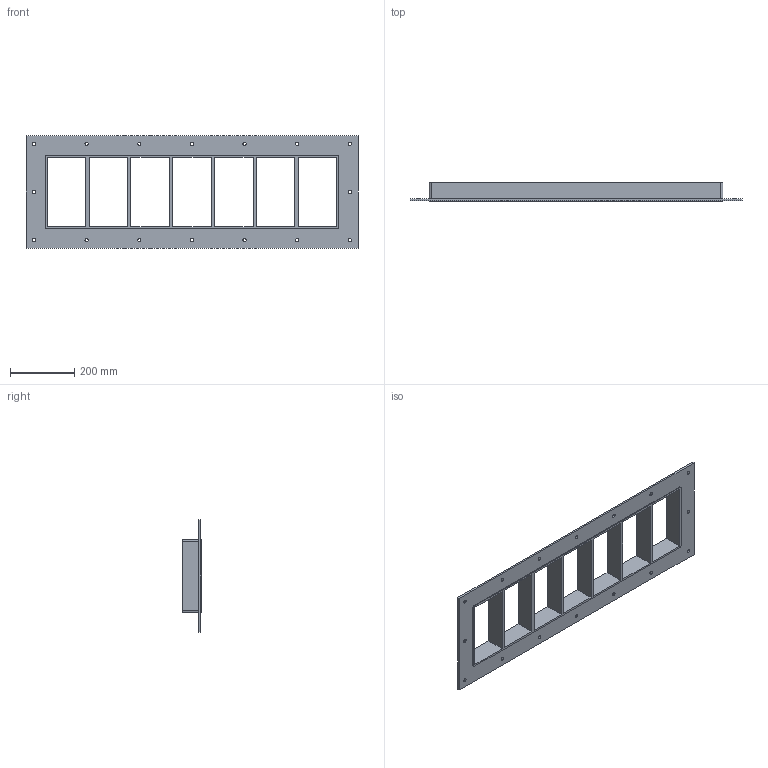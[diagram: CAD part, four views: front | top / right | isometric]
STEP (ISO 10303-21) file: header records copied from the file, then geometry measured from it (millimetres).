
FILE_DESCRIPTION((''),'2;1');
FILE_NAME('GH6X7.stp','2015-01-13T14:32:21',(''),(''),'Autodesk Inventor 2013','Autodesk Inventor 2013','');
FILE_SCHEMA(('AUTOMOTIVE_DESIGN { 1 0 10303 214 1 1 1 1 }'));
Length unit declared in the file: millimetre
Products named in the file (1): GH-ISO
Bounding box: 1035.5 x 60 x 350 mm (x, y, z)
Volume: 2502098.6 mm3; surface area: 781603.6 mm2
Topology: 1 solids, 1 shells, 68 faces, 208 edges, 144 vertices
Faces by surface type: plane 44, cylinder 24
Full cylindrical faces by diameter (mm): 10.5 x16
Entity records: 2242 total; most frequent: CARTESIAN_POINT 373, DIRECTION 362, ORIENTED_EDGE 352, EDGE_CURVE 176, EDGE_LOOP 132, VERTEX_POINT 128, VECTOR 128, LINE 128
